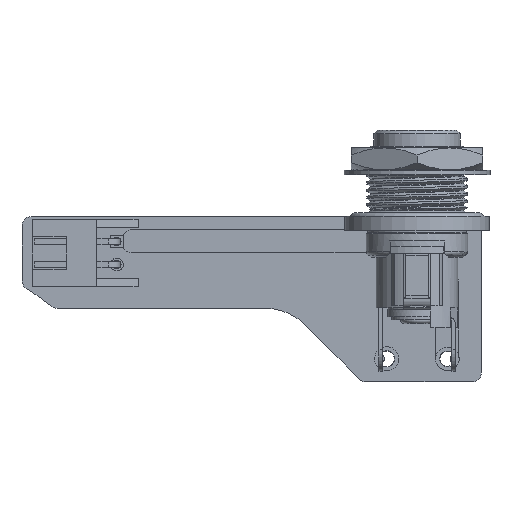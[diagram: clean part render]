
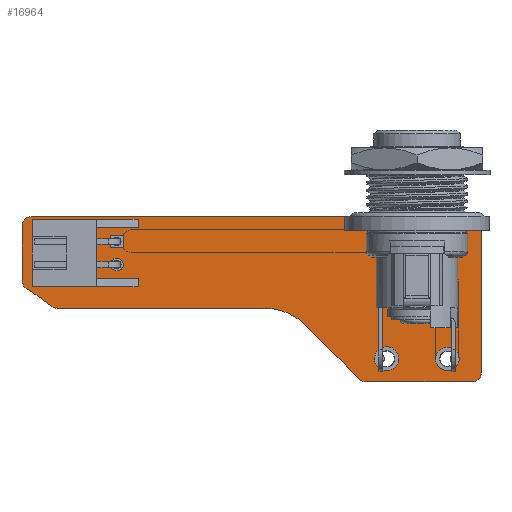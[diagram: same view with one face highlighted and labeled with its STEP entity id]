
A CAD part, front view. The second image highlights one B-rep face of the part: STEP entity #16964.
In plain terms, the highlighted face is planar.
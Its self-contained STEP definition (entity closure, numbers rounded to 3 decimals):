
#356=FACE_BOUND('',#2171,.T.);
#357=FACE_BOUND('',#2172,.T.);
#358=FACE_BOUND('',#2173,.T.);
#359=FACE_BOUND('',#2174,.T.);
#360=FACE_BOUND('',#2175,.T.);
#488=PLANE('',#18104);
#1207=FACE_OUTER_BOUND('',#2170,.T.);
#2170=EDGE_LOOP('',(#12010,#12011,#12012,#12013,#12014,#12015,#12016,#12017,
#12018,#12019,#12020,#12021,#12022,#12023));
#2171=EDGE_LOOP('',(#12024));
#2172=EDGE_LOOP('',(#12025));
#2173=EDGE_LOOP('',(#12026));
#2174=EDGE_LOOP('',(#12027));
#2175=EDGE_LOOP('',(#12028));
#3196=LINE('',#24455,#5131);
#3200=LINE('',#24467,#5135);
#3204=LINE('',#24479,#5139);
#3208=LINE('',#24491,#5143);
#3212=LINE('',#24503,#5147);
#3216=LINE('',#24515,#5151);
#5131=VECTOR('',#19737,10.);
#5135=VECTOR('',#19749,10.);
#5139=VECTOR('',#19761,10.);
#5143=VECTOR('',#19773,10.);
#5147=VECTOR('',#19785,10.);
#5151=VECTOR('',#19797,10.);
#7057=CIRCLE('',#18059,0.415);
#7059=CIRCLE('',#18062,0.816);
#7061=CIRCLE('',#18065,0.841);
#7063=CIRCLE('',#18068,0.816);
#7065=CIRCLE('',#18071,0.415);
#7068=CIRCLE('',#18075,49.15);
#7070=CIRCLE('',#18078,1.);
#7072=CIRCLE('',#18082,1.);
#7074=CIRCLE('',#18086,1.);
#7076=CIRCLE('',#18090,1.);
#7078=CIRCLE('',#18094,1.);
#7080=CIRCLE('',#18098,6.);
#7082=CIRCLE('',#18102,1.);
#7541=VERTEX_POINT('',#24407);
#7543=VERTEX_POINT('',#24413);
#7545=VERTEX_POINT('',#24419);
#7547=VERTEX_POINT('',#24425);
#7549=VERTEX_POINT('',#24431);
#7553=VERTEX_POINT('',#24440);
#7554=VERTEX_POINT('',#24442);
#7556=VERTEX_POINT('',#24448);
#7558=VERTEX_POINT('',#24454);
#7560=VERTEX_POINT('',#24460);
#7562=VERTEX_POINT('',#24466);
#7564=VERTEX_POINT('',#24472);
#7566=VERTEX_POINT('',#24478);
#7568=VERTEX_POINT('',#24484);
#7570=VERTEX_POINT('',#24490);
#7572=VERTEX_POINT('',#24496);
#7574=VERTEX_POINT('',#24502);
#7576=VERTEX_POINT('',#24508);
#7578=VERTEX_POINT('',#24514);
#9253=EDGE_CURVE('',#7541,#7541,#7057,.T.);
#9256=EDGE_CURVE('',#7543,#7543,#7059,.T.);
#9259=EDGE_CURVE('',#7545,#7545,#7061,.T.);
#9262=EDGE_CURVE('',#7547,#7547,#7063,.T.);
#9265=EDGE_CURVE('',#7549,#7549,#7065,.T.);
#9270=EDGE_CURVE('',#7554,#7553,#7068,.T.);
#9273=EDGE_CURVE('',#7556,#7554,#7070,.T.);
#9276=EDGE_CURVE('',#7558,#7556,#3196,.T.);
#9279=EDGE_CURVE('',#7560,#7558,#7072,.T.);
#9282=EDGE_CURVE('',#7562,#7560,#3200,.T.);
#9285=EDGE_CURVE('',#7564,#7562,#7074,.T.);
#9288=EDGE_CURVE('',#7566,#7564,#3204,.T.);
#9291=EDGE_CURVE('',#7568,#7566,#7076,.T.);
#9294=EDGE_CURVE('',#7570,#7568,#3208,.T.);
#9297=EDGE_CURVE('',#7572,#7570,#7078,.T.);
#9300=EDGE_CURVE('',#7574,#7572,#3212,.T.);
#9303=EDGE_CURVE('',#7576,#7574,#7080,.T.);
#9306=EDGE_CURVE('',#7578,#7576,#3216,.T.);
#9309=EDGE_CURVE('',#7553,#7578,#7082,.T.);
#12010=ORIENTED_EDGE('',*,*,#9309,.T.);
#12011=ORIENTED_EDGE('',*,*,#9306,.T.);
#12012=ORIENTED_EDGE('',*,*,#9303,.T.);
#12013=ORIENTED_EDGE('',*,*,#9300,.T.);
#12014=ORIENTED_EDGE('',*,*,#9297,.T.);
#12015=ORIENTED_EDGE('',*,*,#9294,.T.);
#12016=ORIENTED_EDGE('',*,*,#9291,.T.);
#12017=ORIENTED_EDGE('',*,*,#9288,.T.);
#12018=ORIENTED_EDGE('',*,*,#9285,.T.);
#12019=ORIENTED_EDGE('',*,*,#9282,.T.);
#12020=ORIENTED_EDGE('',*,*,#9279,.T.);
#12021=ORIENTED_EDGE('',*,*,#9276,.T.);
#12022=ORIENTED_EDGE('',*,*,#9273,.T.);
#12023=ORIENTED_EDGE('',*,*,#9270,.T.);
#12024=ORIENTED_EDGE('',*,*,#9253,.T.);
#12025=ORIENTED_EDGE('',*,*,#9256,.T.);
#12026=ORIENTED_EDGE('',*,*,#9259,.T.);
#12027=ORIENTED_EDGE('',*,*,#9262,.T.);
#12028=ORIENTED_EDGE('',*,*,#9265,.T.);
#16964=ADVANCED_FACE('',(#1207,#356,#357,#358,#359,#360),#488,.F.);
#18059=AXIS2_PLACEMENT_3D('',#24408,#19686,#19687);
#18062=AXIS2_PLACEMENT_3D('',#24414,#19693,#19694);
#18065=AXIS2_PLACEMENT_3D('',#24420,#19700,#19701);
#18068=AXIS2_PLACEMENT_3D('',#24426,#19707,#19708);
#18071=AXIS2_PLACEMENT_3D('',#24432,#19714,#19715);
#18075=AXIS2_PLACEMENT_3D('',#24443,#19724,#19725);
#18078=AXIS2_PLACEMENT_3D('',#24449,#19731,#19732);
#18082=AXIS2_PLACEMENT_3D('',#24461,#19743,#19744);
#18086=AXIS2_PLACEMENT_3D('',#24473,#19755,#19756);
#18090=AXIS2_PLACEMENT_3D('',#24485,#19767,#19768);
#18094=AXIS2_PLACEMENT_3D('',#24497,#19779,#19780);
#18098=AXIS2_PLACEMENT_3D('',#24509,#19791,#19792);
#18102=AXIS2_PLACEMENT_3D('',#24519,#19803,#19804);
#18104=AXIS2_PLACEMENT_3D('',#24521,#19807,#19808);
#19686=DIRECTION('center_axis',(0.,0.,1.));
#19687=DIRECTION('ref_axis',(1.,0.,0.));
#19693=DIRECTION('center_axis',(0.,0.,1.));
#19694=DIRECTION('ref_axis',(1.,0.,0.));
#19700=DIRECTION('center_axis',(0.,0.,1.));
#19701=DIRECTION('ref_axis',(1.,0.,0.));
#19707=DIRECTION('center_axis',(0.,0.,1.));
#19708=DIRECTION('ref_axis',(1.,0.,0.));
#19714=DIRECTION('center_axis',(0.,0.,1.));
#19715=DIRECTION('ref_axis',(1.,0.,0.));
#19724=DIRECTION('center_axis',(0.,0.,1.));
#19725=DIRECTION('ref_axis',(0.549,-0.836,0.));
#19731=DIRECTION('center_axis',(0.,0.,-1.));
#19732=DIRECTION('ref_axis',(-0.549,0.836,0.));
#19737=DIRECTION('',(0.,1.,0.));
#19743=DIRECTION('center_axis',(0.,0.,-1.));
#19744=DIRECTION('ref_axis',(-1.,0.,0.));
#19749=DIRECTION('',(-1.,0.,0.));
#19755=DIRECTION('center_axis',(0.,0.,-1.));
#19756=DIRECTION('ref_axis',(0.,-1.,0.));
#19761=DIRECTION('',(0.,-1.,0.));
#19767=DIRECTION('center_axis',(0.,0.,-1.));
#19768=DIRECTION('ref_axis',(1.,0.,0.));
#19773=DIRECTION('',(1.,0.,0.));
#19779=DIRECTION('center_axis',(0.,0.,-1.));
#19780=DIRECTION('ref_axis',(0.,1.,0.));
#19785=DIRECTION('',(0.707,0.707,0.));
#19791=DIRECTION('center_axis',(0.,0.,1.));
#19792=DIRECTION('ref_axis',(0.,-1.,0.));
#19797=DIRECTION('',(1.,0.,0.));
#19803=DIRECTION('center_axis',(0.,0.,-1.));
#19804=DIRECTION('ref_axis',(0.,1.,0.));
#19807=DIRECTION('center_axis',(0.,0.,1.));
#19808=DIRECTION('ref_axis',(1.,0.,0.));
#24407=CARTESIAN_POINT('',(9.915,2.724,-0.053));
#24408=CARTESIAN_POINT('Origin',(10.33,2.724,-0.053));
#24413=CARTESIAN_POINT('',(45.486,15.494,-0.053));
#24414=CARTESIAN_POINT('Origin',(46.302,15.494,-0.053));
#24419=CARTESIAN_POINT('',(38.857,15.494,-0.053));
#24420=CARTESIAN_POINT('Origin',(39.698,15.494,-0.053));
#24425=CARTESIAN_POINT('',(42.184,9.906,-0.053));
#24426=CARTESIAN_POINT('Origin',(43.,9.906,-0.053));
#24431=CARTESIAN_POINT('',(9.915,5.224,-0.053));
#24432=CARTESIAN_POINT('Origin',(10.33,5.224,-0.053));
#24440=CARTESIAN_POINT('',(3.25,9.796,-0.053));
#24442=CARTESIAN_POINT('',(0.451,7.815,-0.053));
#24443=CARTESIAN_POINT('Origin',(-26.525,48.9,-0.053));
#24448=CARTESIAN_POINT('',(0.,6.979,-0.053));
#24449=CARTESIAN_POINT('Origin',(1.,6.979,-0.053));
#24454=CARTESIAN_POINT('',(0.,1.,-0.053));
#24455=CARTESIAN_POINT('',(0.,1.,-0.053));
#24460=CARTESIAN_POINT('',(1.,0.,-0.053));
#24461=CARTESIAN_POINT('Origin',(1.,1.,-0.053));
#24466=CARTESIAN_POINT('',(49.,0.,-0.053));
#24467=CARTESIAN_POINT('',(49.,0.,-0.053));
#24472=CARTESIAN_POINT('',(50.,1.,-0.053));
#24473=CARTESIAN_POINT('Origin',(49.,1.,-0.053));
#24478=CARTESIAN_POINT('',(50.,17.,-0.053));
#24479=CARTESIAN_POINT('',(50.,1.,-0.053));
#24484=CARTESIAN_POINT('',(49.,18.,-0.053));
#24485=CARTESIAN_POINT('Origin',(49.,17.,-0.053));
#24490=CARTESIAN_POINT('',(37.414,18.,-0.053));
#24491=CARTESIAN_POINT('',(49.,18.,-0.053));
#24496=CARTESIAN_POINT('',(36.707,17.707,-0.053));
#24497=CARTESIAN_POINT('Origin',(37.414,17.,-0.053));
#24502=CARTESIAN_POINT('',(30.757,11.757,-0.053));
#24503=CARTESIAN_POINT('',(30.757,11.757,-0.053));
#24508=CARTESIAN_POINT('',(26.515,10.,-0.053));
#24509=CARTESIAN_POINT('Origin',(26.515,16.,-0.053));
#24514=CARTESIAN_POINT('',(3.856,10.,-0.053));
#24515=CARTESIAN_POINT('',(3.856,10.,-0.053));
#24519=CARTESIAN_POINT('Origin',(3.856,9.,-0.053));
#24521=CARTESIAN_POINT('Origin',(25.,9.,-0.053));
